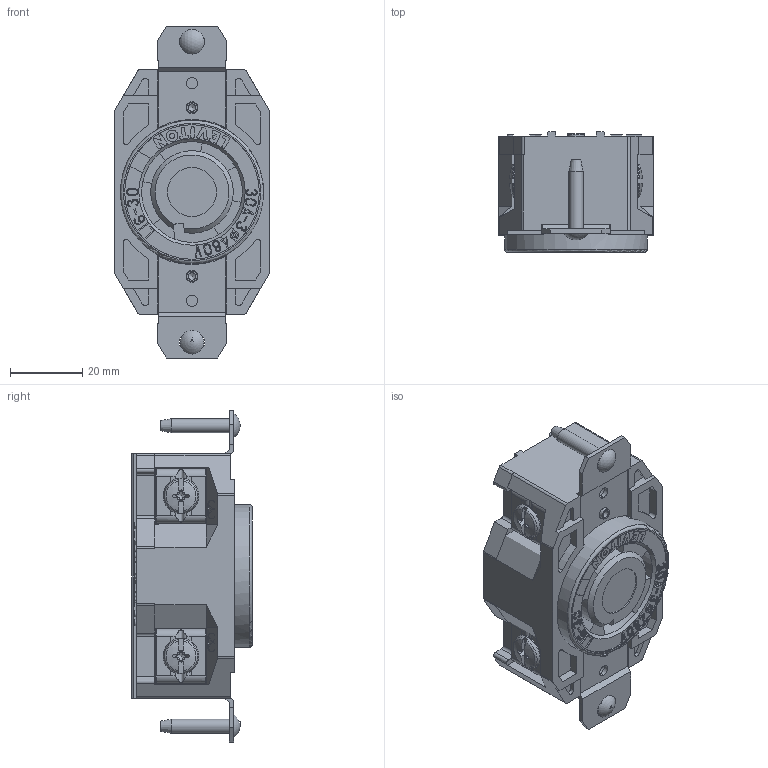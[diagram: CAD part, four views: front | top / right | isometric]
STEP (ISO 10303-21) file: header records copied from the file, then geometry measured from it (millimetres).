
FILE_DESCRIPTION (( 'STEP AP214' ), '1' );
FILE_NAME ('OR41927-M01-L16-30.STEP', '2023-09-29T14:32:39', ( '' ), ( '' ), 'SwSTEP 2.0', 'SolidWorks 2020', '' );
FILE_SCHEMA (( 'AUTOMOTIVE_DESIGN' ));
Length unit declared in the file: inch
Products named in the file (1): OR41927-M01-L16-30
Bounding box: 42.85 x 33.32 x 92.08 mm (x, y, z)
Volume: 63145.2 mm3; surface area: 30276.2 mm2
Topology: 5 solids, 13 shells, 2014 faces, 5609 edges, 3688 vertices
Faces by surface type: plane 1394, cylinder 371, bspline 115, cone 104, torus 21, sphere 9
Full cylindrical faces by diameter (mm): 0.988 x1, 1.33 x2, 1.524 x1, 2.083 x2, 2.362 x1, 2.769 x1, 2.946 x2, 3.175 x2, 3.378 x2, 3.607 x2, 3.912 x2, 4.218 x1, 4.343 x6, 4.699 x2, 4.801 x6, 5.156 x4, 5.436 x4, 6.299 x1, 7.874 x1, 8.255 x1, 13.538 x1, 37.338 x1, 39.675 x1
Entity records: 100707 total; most frequent: CARTESIAN_POINT 24563, ORIENTED_EDGE 10990, DIRECTION 9530, EDGE_CURVE 5495, LINE 3898, VECTOR 3898, VERTEX_POINT 3651, AXIS2_PLACEMENT_3D 2816
